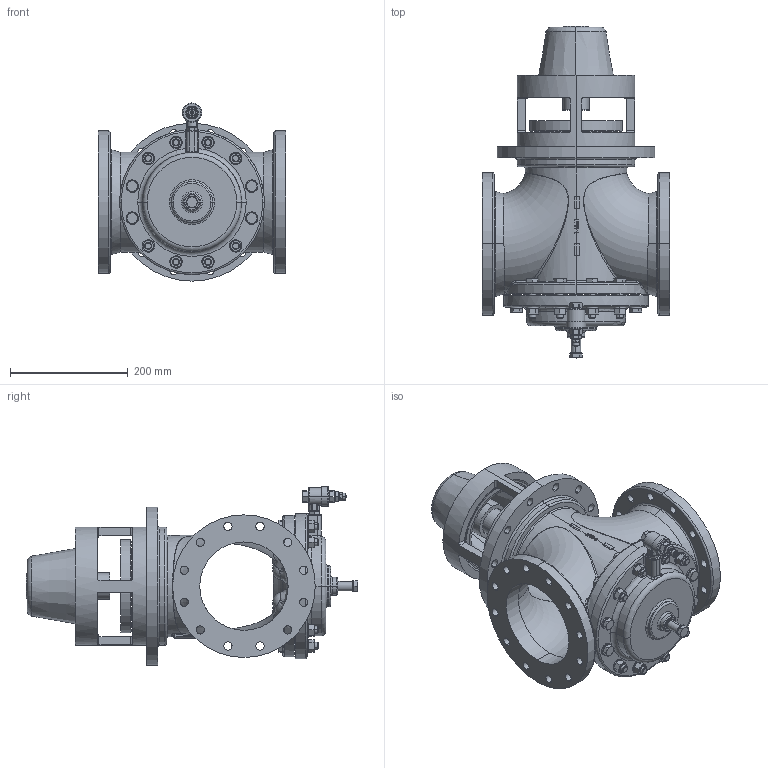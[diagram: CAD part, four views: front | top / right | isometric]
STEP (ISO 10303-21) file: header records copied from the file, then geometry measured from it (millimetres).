
FILE_DESCRIPTION (( 'STEP AP214' ), '1' );
FILE_NAME ('BO150-TE_22405.STEP', '2012-09-27T06:52:38', ( 'Admin2' ), ( '' ), 'SwSTEP 2.0', 'SolidWorks 2010', '' );
FILE_SCHEMA (( 'AUTOMOTIVE_DESIGN' ));
Length unit declared in the file: millimetre
Products named in the file (1): BO150-TE_22405
Bounding box: 318 x 563.29 x 302.5 mm (x, y, z)
Surface area: 959748.6 mm2 (no closed solid volume)
Topology: 0 solids, 73 shells, 1149 faces, 3756 edges, 2523 vertices
Faces by surface type: plane 418, cylinder 281, cone 185, bspline 170, torus 81, sphere 14
Entity records: 73790 total; most frequent: CARTESIAN_POINT 30897, ORIENTED_EDGE 5926, DIRECTION 5738, EDGE_CURVE 3740, VERTEX_POINT 2523, AXIS2_PLACEMENT_3D 2121, VECTOR 1496, LINE 1496
